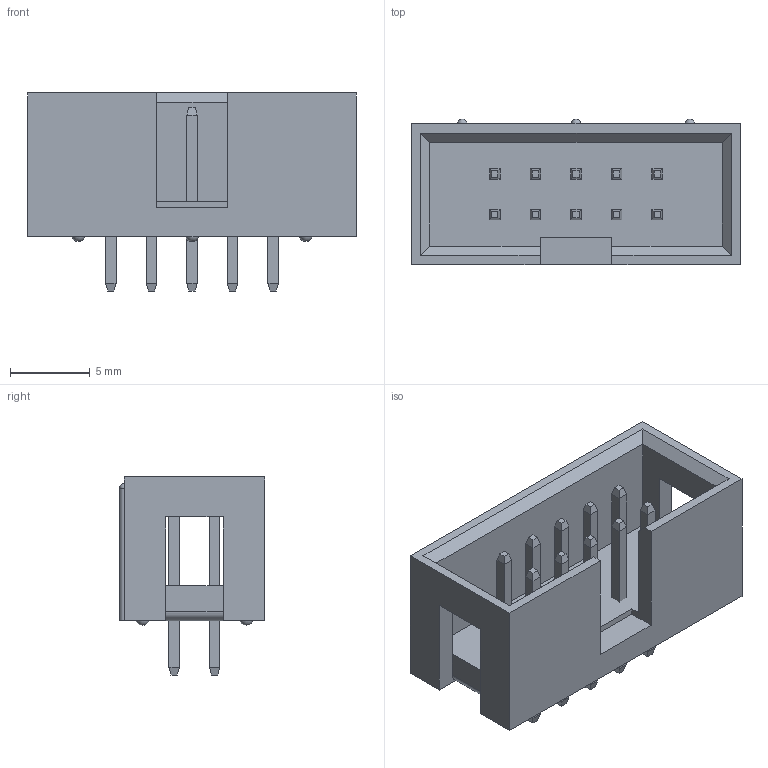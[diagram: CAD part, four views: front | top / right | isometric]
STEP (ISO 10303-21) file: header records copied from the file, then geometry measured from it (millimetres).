
FILE_DESCRIPTION(('STEP AP214'), '1');
FILE_NAME('DS1013-10SSiB', '2016-04-20T21:21:44', ('Nobody'), (''), 'ASCON STEP Converter 1.3', 'ASCON Math Kernel', '');
FILE_SCHEMA(('AUTOMOTIVE_DESIGN { 1 0 10303 214 3 1 1}'));
Length unit declared in the file: millimetre
Bounding box: 20.6 x 9.1 x 12.4 mm (x, y, z)
Volume: 751.4 mm3; surface area: 1487.6 mm2
Topology: 11 solids, 11 shells, 279 faces, 613 edges, 365 vertices
Faces by surface type: plane 265, torus 6, cylinder 5, sphere 3
Entity records: 9646 total; most frequent: CARTESIAN_POINT 1249, ORIENTED_EDGE 1208, DIRECTION 1192, EDGE_CURVE 604, LINE 576, VECTOR 576, VERTEX_POINT 365, AXIS2_PLACEMENT_3D 308
